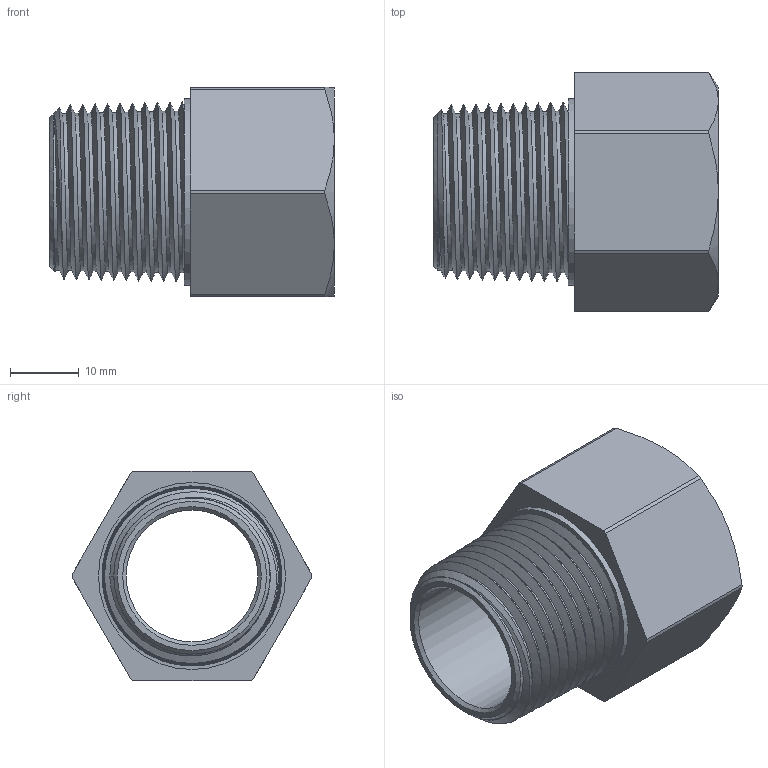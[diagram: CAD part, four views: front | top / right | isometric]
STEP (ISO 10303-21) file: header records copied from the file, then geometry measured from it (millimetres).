
FILE_DESCRIPTION(/* description */ ('Adapter Metall Ex NPT 3/4" / M25x1,5'),/* implementation_level */ '2;1');
FILE_NAME(/* name */ 'RX740729-RST.stp',/* time_stamp */ '2021-08-31T08:50:19+02:00',/* author */ ('sl'),/* organization */ (''),/* preprocessor_version */ 'ST-DEVELOPER v16.5',/* originating_system */ 'Autodesk Inventor 2017',/* authorisation */ '');
FILE_SCHEMA (('AUTOMOTIVE_DESIGN { 1 0 10303 214 3 1 1 }'));
Length unit declared in the file: millimetre
Products named in the file (1): RX740724
Bounding box: 41.5 x 34.91 x 30.5 mm (x, y, z)
Volume: 11293 mm3; surface area: 11188.3 mm2
Topology: 1 solids, 1 shells, 49 faces, 124 edges, 80 vertices
Faces by surface type: cylinder 19, cone 12, plane 12, bspline 6
Full cylindrical faces by diameter (mm): 19.2 x1, 23.4 x9, 27.24 x1
Entity records: 6392 total; most frequent: CARTESIAN_POINT 5547, ORIENTED_EDGE 168, DIRECTION 156, EDGE_CURVE 84, AXIS2_PLACEMENT_3D 69, VERTEX_POINT 57, EDGE_LOOP 51, FACE_OUTER_BOUND 39
